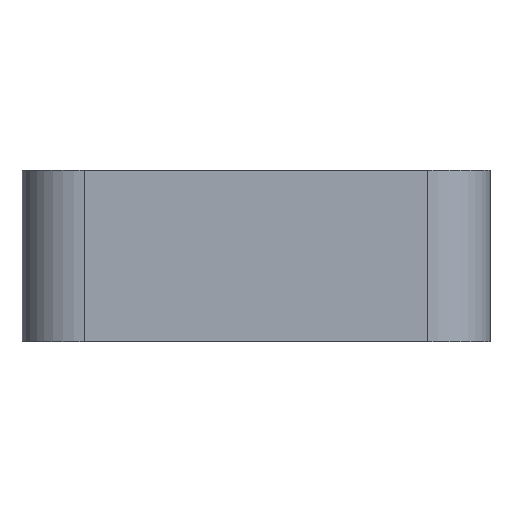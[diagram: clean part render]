
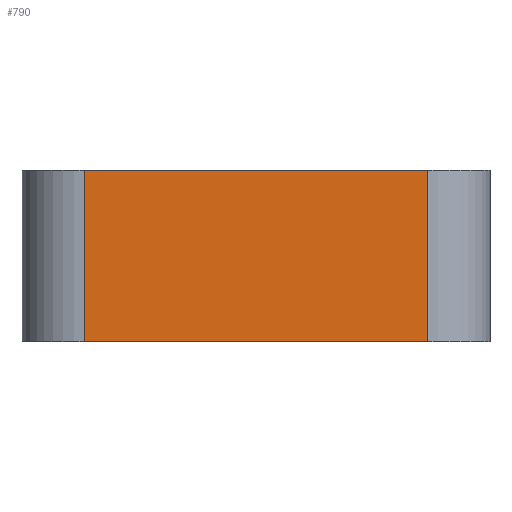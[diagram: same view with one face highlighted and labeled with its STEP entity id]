
A CAD part, left-side view. The second image highlights one B-rep face of the part: STEP entity #790.
In plain terms, the highlighted planar face has unit normal (-1, 0, 0).
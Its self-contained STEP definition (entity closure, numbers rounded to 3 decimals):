
#130 = FACE_OUTER_BOUND ( 'NONE', #3152, .T. ) ;
#159 = DIRECTION ( 'NONE',  ( 0., -1., 0. ) ) ;
#262 = VERTEX_POINT ( 'NONE', #1169 ) ;
#288 = VERTEX_POINT ( 'NONE', #1217 ) ;
#494 = VECTOR ( 'NONE', #6098, 1000. ) ;
#790 = ADVANCED_FACE ( 'NONE', ( #130 ), #2741, .F. ) ;
#859 = CARTESIAN_POINT ( 'NONE',  ( -30., -22., 22. ) ) ;
#1047 = LINE ( 'NONE', #3462, #1655 ) ;
#1169 = CARTESIAN_POINT ( 'NONE',  ( -30., -22., 22. ) ) ;
#1217 = CARTESIAN_POINT ( 'NONE',  ( -30., 22., 0. ) ) ;
#1413 = DIRECTION ( 'NONE',  ( 0., -1., 0. ) ) ;
#1498 = ORIENTED_EDGE ( 'NONE', *, *, #5067, .T. ) ;
#1628 = EDGE_CURVE ( 'NONE', #2410, #262, #1761, .T. ) ;
#1655 = VECTOR ( 'NONE', #159, 1000. ) ;
#1761 = LINE ( 'NONE', #859, #494 ) ;
#2410 = VERTEX_POINT ( 'NONE', #3018 ) ;
#2559 = CARTESIAN_POINT ( 'NONE',  ( -30., 22., 22. ) ) ;
#2741 = PLANE ( 'NONE',  #2743 ) ;
#2743 = AXIS2_PLACEMENT_3D ( 'NONE', #6160, #3260, #3686 ) ;
#2929 = EDGE_CURVE ( 'NONE', #5670, #288, #5241, .T. ) ;
#3018 = CARTESIAN_POINT ( 'NONE',  ( -30., -22., 0. ) ) ;
#3052 = CARTESIAN_POINT ( 'NONE',  ( -30., 22., 22. ) ) ;
#3069 = LINE ( 'NONE', #3307, #5737 ) ;
#3152 = EDGE_LOOP ( 'NONE', ( #1498, #3292, #4892, #4563 ) ) ;
#3260 = DIRECTION ( 'NONE',  ( 1., 0., 0. ) ) ;
#3292 = ORIENTED_EDGE ( 'NONE', *, *, #1628, .T. ) ;
#3307 = CARTESIAN_POINT ( 'NONE',  ( -30., 30., 22. ) ) ;
#3439 = DIRECTION ( 'NONE',  ( 0., 0., -1. ) ) ;
#3462 = CARTESIAN_POINT ( 'NONE',  ( -30., 30., 0. ) ) ;
#3686 = DIRECTION ( 'NONE',  ( 0., 0., -1. ) ) ;
#4563 = ORIENTED_EDGE ( 'NONE', *, *, #2929, .T. ) ;
#4892 = ORIENTED_EDGE ( 'NONE', *, *, #6190, .F. ) ;
#5028 = VECTOR ( 'NONE', #3439, 1000. ) ;
#5067 = EDGE_CURVE ( 'NONE', #288, #2410, #1047, .T. ) ;
#5241 = LINE ( 'NONE', #3052, #5028 ) ;
#5670 = VERTEX_POINT ( 'NONE', #2559 ) ;
#5737 = VECTOR ( 'NONE', #1413, 1000. ) ;
#6098 = DIRECTION ( 'NONE',  ( 0., 0., 1. ) ) ;
#6160 = CARTESIAN_POINT ( 'NONE',  ( -30., 30., 22. ) ) ;
#6190 = EDGE_CURVE ( 'NONE', #5670, #262, #3069, .T. ) ;
